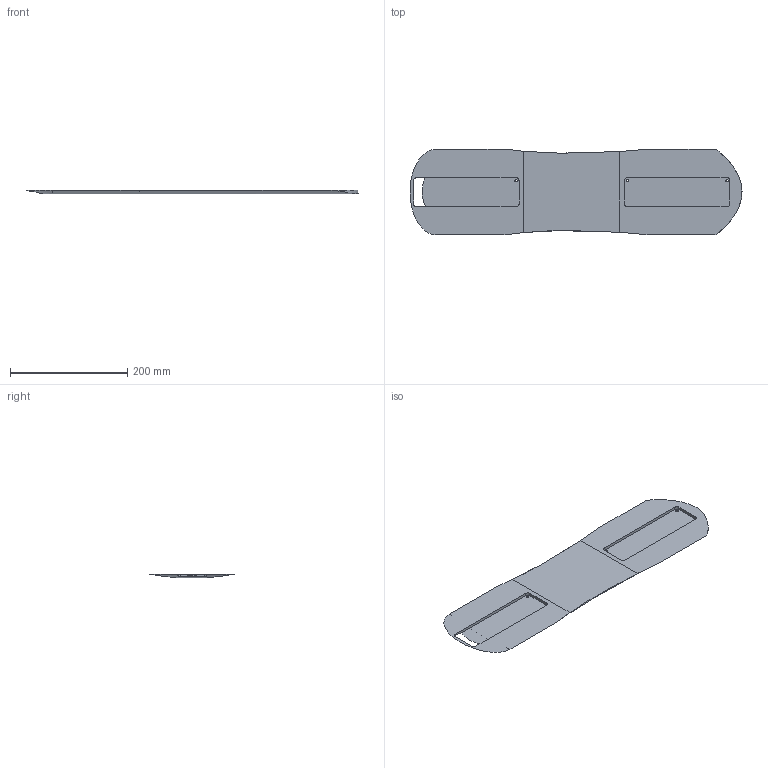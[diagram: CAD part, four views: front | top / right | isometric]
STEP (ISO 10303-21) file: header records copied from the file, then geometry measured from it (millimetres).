
FILE_DESCRIPTION(/* description */ (''),/* implementation_level */ '2;1');
FILE_NAME(/* name */ 'Faraday R2 board_new_deck.stp',/* time_stamp */ '2015-10-24T17:51:33+02:00',/* author */ (''),/* organization */ (''),/* preprocessor_version */ 'ST-DEVELOPER v15.2',/* originating_system */ 'Autodesk Translator Framework v2.0.0.5431',/* authorisation */ '');
FILE_SCHEMA (('AUTOMOTIVE_DESIGN { 1 0 10303 214 3 1 1 }'));
Length unit declared in the file: centimetre
Products named in the file (1): Faraday R2 board_new_deck
Bounding box: 566.58 x 146.66 x 6.81 mm (x, y, z)
Volume: 279850.2 mm3; surface area: 161264.4 mm2
Topology: 3 solids, 3 shells, 44 faces, 136 edges, 99 vertices
Faces by surface type: plane 17, cylinder 14, bspline 11, torus 2
Full cylindrical faces by diameter (mm): 4 x3
Entity records: 3191 total; most frequent: CARTESIAN_POINT 2050, ORIENTED_EDGE 260, DIRECTION 177, EDGE_CURVE 130, VERTEX_POINT 96, LINE 61, VECTOR 61, AXIS2_PLACEMENT_3D 58
